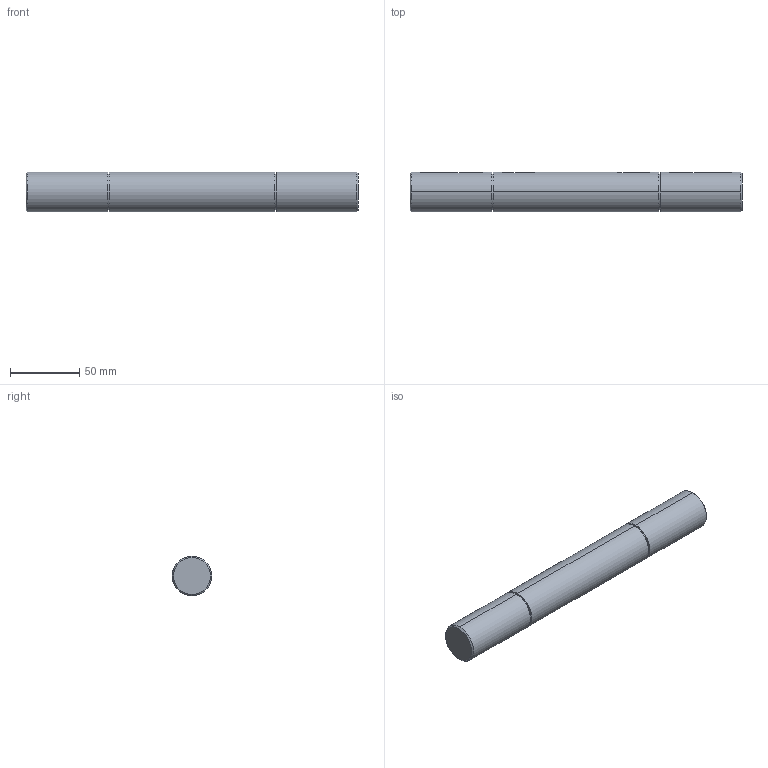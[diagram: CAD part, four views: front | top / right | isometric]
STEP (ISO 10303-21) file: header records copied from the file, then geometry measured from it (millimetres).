
FILE_DESCRIPTION (( 'STEP AP214' ), '1' );
FILE_NAME ('WGA-63M-ACC4.STEP', '2014-10-31T13:08:45', ( '' ), ( '' ), 'SwSTEP 2.0', 'SolidWorks 2014', '' );
FILE_SCHEMA (( 'AUTOMOTIVE_DESIGN' ));
Length unit declared in the file: inch
Products named in the file (1): WGA-63M-ACC4
Bounding box: 239 x 28.58 x 28.58 mm (x, y, z)
Volume: 148205.7 mm3; surface area: 24732.5 mm2
Topology: 1 solids, 1 shells, 47 faces, 102 edges, 65 vertices
Faces by surface type: cylinder 22, plane 19, cone 6
Entity records: 1562 total; most frequent: CARTESIAN_POINT 477, DIRECTION 228, ORIENTED_EDGE 200, EDGE_CURVE 100, AXIS2_PLACEMENT_3D 88, VERTEX_POINT 65, EDGE_LOOP 57, LINE 52
